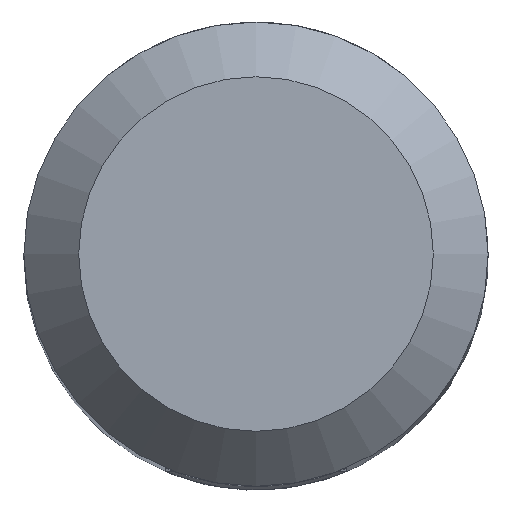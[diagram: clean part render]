
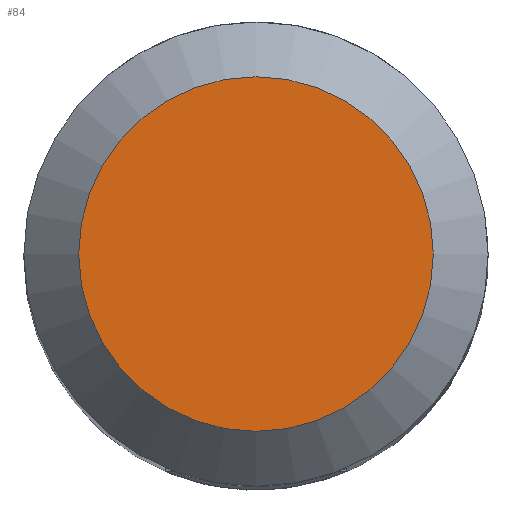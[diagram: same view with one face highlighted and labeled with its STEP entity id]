
A CAD part, top view. The second image highlights one B-rep face of the part: STEP entity #84.
In plain terms, the highlighted planar face has unit normal (0, 0, 1).
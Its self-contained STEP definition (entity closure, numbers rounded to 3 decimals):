
#40=PLANE('',#508);
#84=ADVANCED_FACE('',(#118),#40,.F.);
#118=FACE_OUTER_BOUND('',#152,.T.);
#152=EDGE_LOOP('',(#298));
#176=CIRCLE('',#500,4.85);
#298=ORIENTED_EDGE('',*,*,#412,.F.);
#363=VERTEX_POINT('',#862);
#412=EDGE_CURVE('',#363,#363,#176,.T.);
#500=AXIS2_PLACEMENT_3D('',#861,#593,#594);
#508=AXIS2_PLACEMENT_3D('',#870,#609,#610);
#593=DIRECTION('',(0.,0.,-1.));
#594=DIRECTION('',(-1.,0.,0.));
#609=DIRECTION('',(0.,0.,-1.));
#610=DIRECTION('',(1.,0.,0.));
#861=CARTESIAN_POINT('',(0.,0.,0.));
#862=CARTESIAN_POINT('',(-4.85,0.,0.));
#870=CARTESIAN_POINT('',(0.,4.85,0.));
